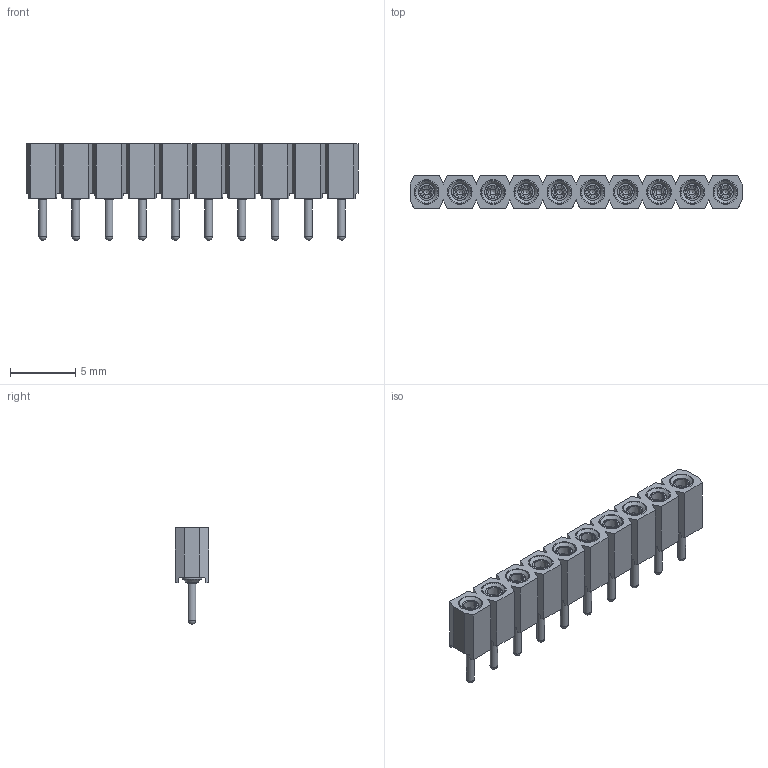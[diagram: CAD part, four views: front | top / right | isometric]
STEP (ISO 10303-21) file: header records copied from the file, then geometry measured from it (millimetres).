
FILE_DESCRIPTION( ('This file contains a STEP AP42 implementation' ,'as created by ZW3D STEP Interface translator.') ,'2;1' );
FILE_NAME( '3521-421XXSXX074X1.stp' ,'231016.163711', (''), ('ZWCAD Software Co.'), 'Version 1.0', 'ZW3D to STEP translator', '' );
FILE_SCHEMA(('AUTOMOTIVE_DESIGN { 1 0 10303 214 1 1 1 1 }'));
Length unit declared in the file: millimetre
Products named in the file (2): 0; 3521-42105SS0074A1
Bounding box: 25.4 x 2.54 x 7.4 mm (x, y, z)
Volume: 194.6 mm3; surface area: 1081 mm2
Topology: 1 solids, 1 shells, 954 faces, 2686 edges, 1784 vertices
Faces by surface type: plane 554, bspline 170, cylinder 120, cone 100, sphere 10
Full cylindrical faces by diameter (mm): 0.6 x10, 1.26 x10, 1.48 x20, 1.56 x20, 1.8 x10, 1.88 x10
Entity records: 42224 total; most frequent: CARTESIAN_POINT 19195, ORIENTED_EDGE 5332, DIRECTION 3576, EDGE_CURVE 2666, VERTEX_POINT 1784, AXIS2_PLACEMENT_3D 1225, VECTOR 1126, LINE 1126
